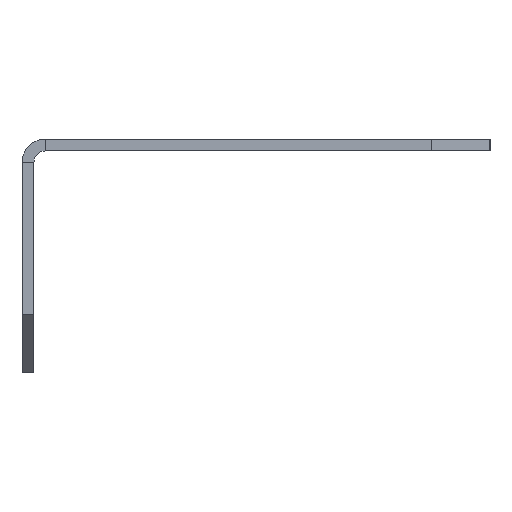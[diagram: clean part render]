
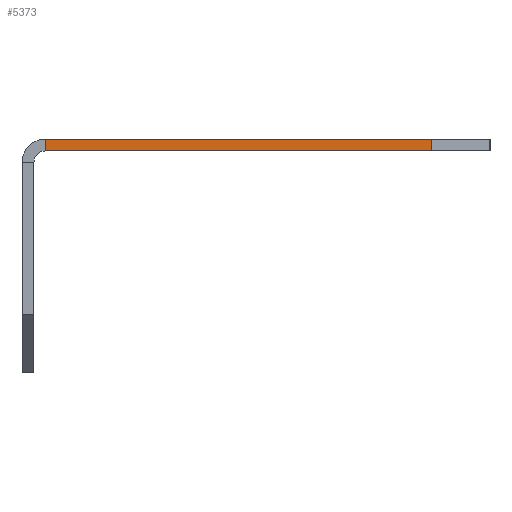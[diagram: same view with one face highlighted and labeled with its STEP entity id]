
A CAD part, left-side view. The second image highlights one B-rep face of the part: STEP entity #5373.
In plain terms, the highlighted planar face has unit normal (-1, 0, 0).
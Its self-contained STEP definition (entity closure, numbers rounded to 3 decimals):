
#68 = LINE ( 'NONE', #9424, #1515 ) ;
#201 = VECTOR ( 'NONE', #3053, 1000. ) ;
#204 = LINE ( 'NONE', #3372, #1762 ) ;
#940 = ORIENTED_EDGE ( 'NONE', *, *, #3400, .T. ) ;
#1515 = VECTOR ( 'NONE', #6357, 1000. ) ;
#1624 = CARTESIAN_POINT ( 'NONE',  ( 0., 38., -1. ) ) ;
#1762 = VECTOR ( 'NONE', #6550, 1000. ) ;
#1887 = ORIENTED_EDGE ( 'NONE', *, *, #7389, .T. ) ;
#1966 = VERTEX_POINT ( 'NONE', #8226 ) ;
#2215 = VECTOR ( 'NONE', #8803, 1000. ) ;
#2758 = VERTEX_POINT ( 'NONE', #8396 ) ;
#2855 = VERTEX_POINT ( 'NONE', #8708 ) ;
#2947 = PLANE ( 'NONE',  #5540 ) ;
#3053 = DIRECTION ( 'NONE',  ( 0., 0., 1. ) ) ;
#3372 = CARTESIAN_POINT ( 'NONE',  ( 0., 0., -1. ) ) ;
#3400 = EDGE_CURVE ( 'NONE', #1966, #8194, #204, .T. ) ;
#3888 = LINE ( 'NONE', #10169, #201 ) ;
#4625 = DIRECTION ( 'NONE',  ( 0., 0., 1. ) ) ;
#5373 = ADVANCED_FACE ( 'NONE', ( #6282 ), #2947, .T. ) ;
#5540 = AXIS2_PLACEMENT_3D ( 'NONE', #10113, #10217, #4625 ) ;
#6282 = FACE_OUTER_BOUND ( 'NONE', #10067, .T. ) ;
#6357 = DIRECTION ( 'NONE',  ( 0., -1., 0. ) ) ;
#6550 = DIRECTION ( 'NONE',  ( 0., -1., 0. ) ) ;
#6749 = EDGE_CURVE ( 'NONE', #2855, #2758, #68, .T. ) ;
#7389 = EDGE_CURVE ( 'NONE', #8194, #2758, #3888, .T. ) ;
#7924 = LINE ( 'NONE', #1624, #2215 ) ;
#8194 = VERTEX_POINT ( 'NONE', #8211 ) ;
#8211 = CARTESIAN_POINT ( 'NONE',  ( 0., 5., -1. ) ) ;
#8226 = CARTESIAN_POINT ( 'NONE',  ( 0., 38., -1. ) ) ;
#8274 = ORIENTED_EDGE ( 'NONE', *, *, #9932, .F. ) ;
#8396 = CARTESIAN_POINT ( 'NONE',  ( 0., 5., 0. ) ) ;
#8708 = CARTESIAN_POINT ( 'NONE',  ( 0., 38., 0. ) ) ;
#8803 = DIRECTION ( 'NONE',  ( 0., 0., 1. ) ) ;
#9424 = CARTESIAN_POINT ( 'NONE',  ( 0., 0., 0. ) ) ;
#9709 = ORIENTED_EDGE ( 'NONE', *, *, #6749, .F. ) ;
#9932 = EDGE_CURVE ( 'NONE', #1966, #2855, #7924, .T. ) ;
#10067 = EDGE_LOOP ( 'NONE', ( #940, #1887, #9709, #8274 ) ) ;
#10113 = CARTESIAN_POINT ( 'NONE',  ( 0., 0., -1. ) ) ;
#10169 = CARTESIAN_POINT ( 'NONE',  ( 0., 5., -1. ) ) ;
#10217 = DIRECTION ( 'NONE',  ( -1., 0., 0. ) ) ;
